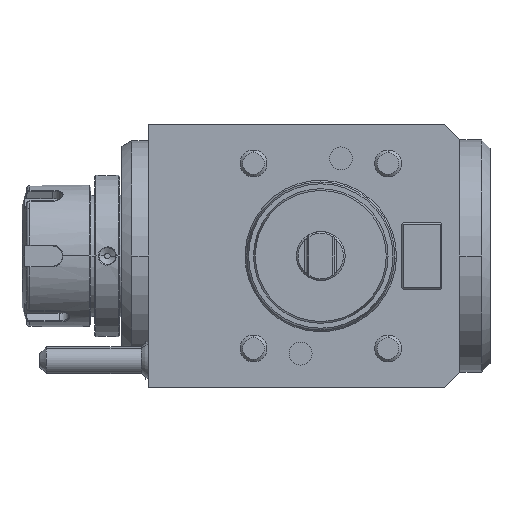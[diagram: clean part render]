
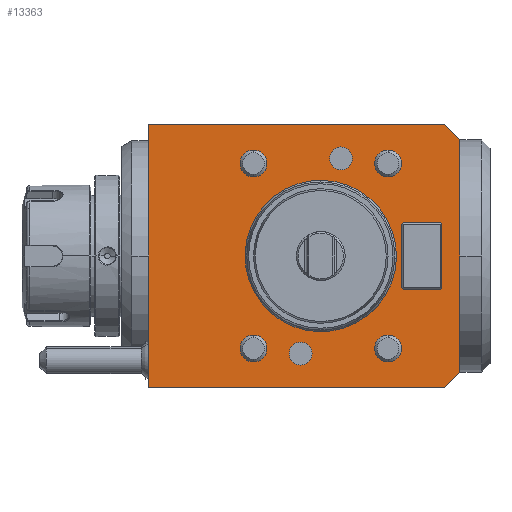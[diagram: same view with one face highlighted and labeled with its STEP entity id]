
A CAD part, front view. The second image highlights one B-rep face of the part: STEP entity #13363.
In plain terms, the highlighted planar face has unit normal (0, -1, 0).
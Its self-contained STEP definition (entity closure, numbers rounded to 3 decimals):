
#4880=DIRECTION('',(-1.,0.,0.));
#4881=VECTOR('',#4880,88.);
#4882=CARTESIAN_POINT('',(88.,0.,39.));
#4883=LINE('',#4882,#4881);
#4884=DIRECTION('',(-0.707,0.,0.707));
#4885=VECTOR('',#4884,6.364);
#4886=CARTESIAN_POINT('',(92.5,0.,34.5));
#4887=LINE('',#4886,#4885);
#4888=DIRECTION('',(0.,0.,1.));
#4889=VECTOR('',#4888,69.);
#4890=CARTESIAN_POINT('',(92.5,0.,-34.5));
#4891=LINE('',#4890,#4889);
#4892=DIRECTION('',(0.707,0.,0.707));
#4893=VECTOR('',#4892,6.364);
#4894=CARTESIAN_POINT('',(88.,0.,-39.));
#4895=LINE('',#4894,#4893);
#4896=DIRECTION('',(1.,0.,0.));
#4897=VECTOR('',#4896,88.);
#4898=CARTESIAN_POINT('',(0.,0.,-39.));
#4899=LINE('',#4898,#4897);
#4900=DIRECTION('',(0.,0.,-1.));
#4901=VECTOR('',#4900,78.);
#4902=CARTESIAN_POINT('',(0.,0.,39.));
#4903=LINE('',#4902,#4901);
#4904=CARTESIAN_POINT('',(57.2,0.,29.));
#4905=DIRECTION('',(0.,-1.,0.));
#4906=DIRECTION('',(-1.,0.,0.));
#4907=AXIS2_PLACEMENT_3D('',#4904,#4905,#4906);
#4909=CARTESIAN_POINT('',(57.2,0.,29.));
#4910=DIRECTION('',(0.,-1.,0.));
#4911=DIRECTION('',(1.,0.,0.));
#4912=AXIS2_PLACEMENT_3D('',#4909,#4910,#4911);
#4914=CARTESIAN_POINT('',(45.2,0.,-29.));
#4915=DIRECTION('',(0.,1.,0.));
#4916=DIRECTION('',(1.,0.,0.));
#4917=AXIS2_PLACEMENT_3D('',#4914,#4915,#4916);
#4919=CARTESIAN_POINT('',(45.2,0.,-29.));
#4920=DIRECTION('',(0.,1.,0.));
#4921=DIRECTION('',(-1.,0.,0.));
#4922=AXIS2_PLACEMENT_3D('',#4919,#4920,#4921);
#4924=CARTESIAN_POINT('',(71.2,0.,-27.5));
#4925=DIRECTION('',(0.,1.,0.));
#4926=DIRECTION('',(0.,0.,-1.));
#4927=AXIS2_PLACEMENT_3D('',#4924,#4925,#4926);
#4929=CARTESIAN_POINT('',(71.2,0.,-27.5));
#4930=DIRECTION('',(0.,1.,0.));
#4931=DIRECTION('',(0.,0.,1.));
#4932=AXIS2_PLACEMENT_3D('',#4929,#4930,#4931);
#4970=CARTESIAN_POINT('',(71.2,0.,27.5));
#4971=DIRECTION('',(0.,1.,0.));
#4972=DIRECTION('',(0.,0.,-1.));
#4973=AXIS2_PLACEMENT_3D('',#4970,#4971,#4972);
#4975=CARTESIAN_POINT('',(71.2,0.,27.5));
#4976=DIRECTION('',(0.,1.,0.));
#4977=DIRECTION('',(0.,0.,1.));
#4978=AXIS2_PLACEMENT_3D('',#4975,#4976,#4977);
#5016=CARTESIAN_POINT('',(31.2,0.,-27.5));
#5017=DIRECTION('',(0.,1.,0.));
#5018=DIRECTION('',(0.,0.,-1.));
#5019=AXIS2_PLACEMENT_3D('',#5016,#5017,#5018);
#5021=CARTESIAN_POINT('',(31.2,0.,-27.5));
#5022=DIRECTION('',(0.,1.,0.));
#5023=DIRECTION('',(0.,0.,1.));
#5024=AXIS2_PLACEMENT_3D('',#5021,#5022,#5023);
#5062=CARTESIAN_POINT('',(31.2,0.,27.5));
#5063=DIRECTION('',(0.,1.,0.));
#5064=DIRECTION('',(0.,0.,-1.));
#5065=AXIS2_PLACEMENT_3D('',#5062,#5063,#5064);
#5067=CARTESIAN_POINT('',(31.2,0.,27.5));
#5068=DIRECTION('',(0.,1.,0.));
#5069=DIRECTION('',(0.,0.,1.));
#5070=AXIS2_PLACEMENT_3D('',#5067,#5068,#5069);
#5108=DIRECTION('',(1.,0.,0.));
#5109=VECTOR('',#5108,11.);
#5110=CARTESIAN_POINT('',(75.7,0.,10.));
#5111=LINE('',#5110,#5109);
#5124=DIRECTION('',(0.707,0.,-0.707));
#5125=VECTOR('',#5124,0.707);
#5126=CARTESIAN_POINT('',(86.7,0.,10.));
#5127=LINE('',#5126,#5125);
#5132=DIRECTION('',(0.,0.,-1.));
#5133=VECTOR('',#5132,19.);
#5134=CARTESIAN_POINT('',(87.2,0.,9.5));
#5135=LINE('',#5134,#5133);
#5148=DIRECTION('',(0.707,0.,0.707));
#5149=VECTOR('',#5148,0.707);
#5150=CARTESIAN_POINT('',(86.7,0.,-10.));
#5151=LINE('',#5150,#5149);
#5156=DIRECTION('',(1.,0.,0.));
#5157=VECTOR('',#5156,11.);
#5158=CARTESIAN_POINT('',(75.7,0.,-10.));
#5159=LINE('',#5158,#5157);
#5172=DIRECTION('',(-0.707,0.,0.707));
#5173=VECTOR('',#5172,0.707);
#5174=CARTESIAN_POINT('',(75.7,0.,-10.));
#5175=LINE('',#5174,#5173);
#5180=DIRECTION('',(0.,0.,-1.));
#5181=VECTOR('',#5180,19.);
#5182=CARTESIAN_POINT('',(75.2,0.,9.5));
#5183=LINE('',#5182,#5181);
#5196=DIRECTION('',(-0.707,0.,-0.707));
#5197=VECTOR('',#5196,0.707);
#5198=CARTESIAN_POINT('',(75.7,0.,10.));
#5199=LINE('',#5198,#5197);
#5252=CARTESIAN_POINT('',(51.2,0.,0.));
#5253=DIRECTION('',(0.,-1.,0.));
#5254=DIRECTION('',(0.,0.,-1.));
#5255=AXIS2_PLACEMENT_3D('',#5252,#5253,#5254);
#5257=CARTESIAN_POINT('',(51.2,0.,0.));
#5258=DIRECTION('',(0.,-1.,0.));
#5259=DIRECTION('',(0.,0.,1.));
#5260=AXIS2_PLACEMENT_3D('',#5257,#5258,#5259);
#8116=CARTESIAN_POINT('',(88.,0.,39.));
#8117=CARTESIAN_POINT('',(0.,0.,39.));
#8118=VERTEX_POINT('',#8116);
#8119=VERTEX_POINT('',#8117);
#8120=CARTESIAN_POINT('',(0.,0.,-39.));
#8121=VERTEX_POINT('',#8120);
#8122=CARTESIAN_POINT('',(88.,0.,-39.));
#8123=VERTEX_POINT('',#8122);
#8124=CARTESIAN_POINT('',(92.5,0.,-34.5));
#8125=VERTEX_POINT('',#8124);
#8126=CARTESIAN_POINT('',(92.5,0.,34.5));
#8127=VERTEX_POINT('',#8126);
#8128=CARTESIAN_POINT('',(48.6,0.,-29.));
#8129=CARTESIAN_POINT('',(41.8,0.,-29.));
#8130=VERTEX_POINT('',#8128);
#8131=VERTEX_POINT('',#8129);
#8140=CARTESIAN_POINT('',(53.8,0.,29.));
#8141=CARTESIAN_POINT('',(60.6,0.,29.));
#8142=VERTEX_POINT('',#8140);
#8143=VERTEX_POINT('',#8141);
#8176=CARTESIAN_POINT('',(51.2,0.,-22.));
#8177=CARTESIAN_POINT('',(51.2,0.,22.));
#8178=VERTEX_POINT('',#8176);
#8179=VERTEX_POINT('',#8177);
#8207=CARTESIAN_POINT('',(75.7,0.,10.));
#8208=CARTESIAN_POINT('',(86.7,0.,10.));
#8209=VERTEX_POINT('',#8207);
#8210=VERTEX_POINT('',#8208);
#8211=CARTESIAN_POINT('',(75.7,0.,-10.));
#8212=CARTESIAN_POINT('',(86.7,0.,-10.));
#8213=VERTEX_POINT('',#8211);
#8214=VERTEX_POINT('',#8212);
#8215=CARTESIAN_POINT('',(87.2,0.,9.5));
#8216=CARTESIAN_POINT('',(87.2,0.,-9.5));
#8217=VERTEX_POINT('',#8215);
#8218=VERTEX_POINT('',#8216);
#8219=CARTESIAN_POINT('',(75.2,0.,9.5));
#8220=CARTESIAN_POINT('',(75.2,0.,-9.5));
#8221=VERTEX_POINT('',#8219);
#8222=VERTEX_POINT('',#8220);
#8255=CARTESIAN_POINT('',(31.2,0.,23.5));
#8256=CARTESIAN_POINT('',(31.2,0.,31.5));
#8257=VERTEX_POINT('',#8255);
#8258=VERTEX_POINT('',#8256);
#8271=CARTESIAN_POINT('',(31.2,0.,-31.5));
#8272=CARTESIAN_POINT('',(31.2,0.,-23.5));
#8273=VERTEX_POINT('',#8271);
#8274=VERTEX_POINT('',#8272);
#8287=CARTESIAN_POINT('',(71.2,0.,23.5));
#8288=CARTESIAN_POINT('',(71.2,0.,31.5));
#8289=VERTEX_POINT('',#8287);
#8290=VERTEX_POINT('',#8288);
#8303=CARTESIAN_POINT('',(71.2,0.,-31.5));
#8304=CARTESIAN_POINT('',(71.2,0.,-23.5));
#8305=VERTEX_POINT('',#8303);
#8306=VERTEX_POINT('',#8304);
#13290=CARTESIAN_POINT('',(0.,0.,39.));
#13291=DIRECTION('',(0.,-1.,0.));
#13292=DIRECTION('',(0.,0.,-1.));
#13293=AXIS2_PLACEMENT_3D('',#13290,#13291,#13292);
#13294=PLANE('',#13293);
#13295=ORIENTED_EDGE('',*,*,#10919,.F.);
#13296=ORIENTED_EDGE('',*,*,#10956,.F.);
#13297=ORIENTED_EDGE('',*,*,#10975,.F.);
#13298=ORIENTED_EDGE('',*,*,#10992,.F.);
#13299=ORIENTED_EDGE('',*,*,#11014,.F.);
#13300=ORIENTED_EDGE('',*,*,#10851,.F.);
#13301=EDGE_LOOP('',(#13295,#13296,#13297,#13298,#13299,#13300));
#13302=FACE_OUTER_BOUND('',#13301,.F.);
#13304=ORIENTED_EDGE('',*,*,#13303,.F.);
#13306=ORIENTED_EDGE('',*,*,#13305,.F.);
#13307=EDGE_LOOP('',(#13304,#13306));
#13308=FACE_BOUND('',#13307,.F.);
#13310=ORIENTED_EDGE('',*,*,#13309,.F.);
#13312=ORIENTED_EDGE('',*,*,#13311,.F.);
#13313=EDGE_LOOP('',(#13310,#13312));
#13314=FACE_BOUND('',#13313,.F.);
#13316=ORIENTED_EDGE('',*,*,#13315,.F.);
#13318=ORIENTED_EDGE('',*,*,#13317,.F.);
#13319=EDGE_LOOP('',(#13316,#13318));
#13320=FACE_BOUND('',#13319,.F.);
#13322=ORIENTED_EDGE('',*,*,#13321,.F.);
#13324=ORIENTED_EDGE('',*,*,#13323,.F.);
#13325=EDGE_LOOP('',(#13322,#13324));
#13326=FACE_BOUND('',#13325,.F.);
#13328=ORIENTED_EDGE('',*,*,#13327,.F.);
#13330=ORIENTED_EDGE('',*,*,#13329,.T.);
#13332=ORIENTED_EDGE('',*,*,#13331,.T.);
#13334=ORIENTED_EDGE('',*,*,#13333,.F.);
#13336=ORIENTED_EDGE('',*,*,#13335,.T.);
#13338=ORIENTED_EDGE('',*,*,#13337,.T.);
#13340=ORIENTED_EDGE('',*,*,#13339,.F.);
#13342=ORIENTED_EDGE('',*,*,#13341,.F.);
#13343=EDGE_LOOP('',(#13328,#13330,#13332,#13334,#13336,#13338,#13340,#13342));
#13344=FACE_BOUND('',#13343,.F.);
#13346=ORIENTED_EDGE('',*,*,#13345,.T.);
#13348=ORIENTED_EDGE('',*,*,#13347,.T.);
#13349=EDGE_LOOP('',(#13346,#13348));
#13350=FACE_BOUND('',#13349,.F.);
#13352=ORIENTED_EDGE('',*,*,#13351,.T.);
#13354=ORIENTED_EDGE('',*,*,#13353,.T.);
#13355=EDGE_LOOP('',(#13352,#13354));
#13356=FACE_BOUND('',#13355,.F.);
#13358=ORIENTED_EDGE('',*,*,#13357,.F.);
#13360=ORIENTED_EDGE('',*,*,#13359,.F.);
#13361=EDGE_LOOP('',(#13358,#13360));
#13362=FACE_BOUND('',#13361,.F.);
#4908=CIRCLE('',#4907,3.4);
#4913=CIRCLE('',#4912,3.4);
#4918=CIRCLE('',#4917,3.4);
#4923=CIRCLE('',#4922,3.4);
#4928=CIRCLE('',#4927,4.);
#4933=CIRCLE('',#4932,4.);
#4974=CIRCLE('',#4973,4.);
#4979=CIRCLE('',#4978,4.);
#5020=CIRCLE('',#5019,4.);
#5025=CIRCLE('',#5024,4.);
#5066=CIRCLE('',#5065,4.);
#5071=CIRCLE('',#5070,4.);
#5256=CIRCLE('',#5255,22.);
#5261=CIRCLE('',#5260,22.);
#10851=EDGE_CURVE('',#8119,#8121,#4903,.T.);
#10919=EDGE_CURVE('',#8118,#8119,#4883,.T.);
#10956=EDGE_CURVE('',#8127,#8118,#4887,.T.);
#10975=EDGE_CURVE('',#8125,#8127,#4891,.T.);
#10992=EDGE_CURVE('',#8123,#8125,#4895,.T.);
#11014=EDGE_CURVE('',#8121,#8123,#4899,.T.);
#13303=EDGE_CURVE('',#8305,#8306,#4928,.T.);
#13305=EDGE_CURVE('',#8306,#8305,#4933,.T.);
#13309=EDGE_CURVE('',#8289,#8290,#4974,.T.);
#13311=EDGE_CURVE('',#8290,#8289,#4979,.T.);
#13315=EDGE_CURVE('',#8273,#8274,#5020,.T.);
#13317=EDGE_CURVE('',#8274,#8273,#5025,.T.);
#13321=EDGE_CURVE('',#8257,#8258,#5066,.T.);
#13323=EDGE_CURVE('',#8258,#8257,#5071,.T.);
#13327=EDGE_CURVE('',#8209,#8210,#5111,.T.);
#13329=EDGE_CURVE('',#8209,#8221,#5199,.T.);
#13331=EDGE_CURVE('',#8221,#8222,#5183,.T.);
#13333=EDGE_CURVE('',#8213,#8222,#5175,.T.);
#13335=EDGE_CURVE('',#8213,#8214,#5159,.T.);
#13337=EDGE_CURVE('',#8214,#8218,#5151,.T.);
#13339=EDGE_CURVE('',#8217,#8218,#5135,.T.);
#13341=EDGE_CURVE('',#8210,#8217,#5127,.T.);
#13345=EDGE_CURVE('',#8178,#8179,#5256,.T.);
#13347=EDGE_CURVE('',#8179,#8178,#5261,.T.);
#13351=EDGE_CURVE('',#8142,#8143,#4908,.T.);
#13353=EDGE_CURVE('',#8143,#8142,#4913,.T.);
#13357=EDGE_CURVE('',#8130,#8131,#4918,.T.);
#13359=EDGE_CURVE('',#8131,#8130,#4923,.T.);
#13363=ADVANCED_FACE('',(#13302,#13308,#13314,#13320,#13326,#13344,#13350,
#13356,#13362),#13294,.T.);
